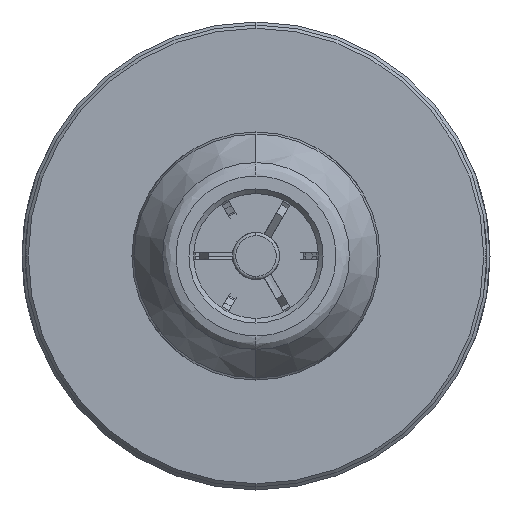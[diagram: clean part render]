
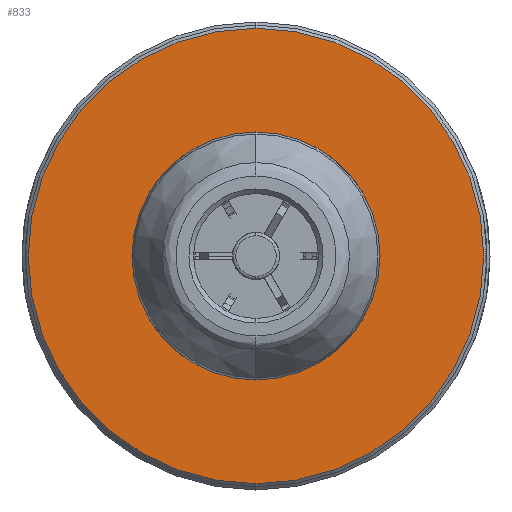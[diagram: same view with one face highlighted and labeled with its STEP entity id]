
A CAD part, left-side view. The second image highlights one B-rep face of the part: STEP entity #833.
In plain terms, the highlighted planar face has unit normal (-1, 0, 0).
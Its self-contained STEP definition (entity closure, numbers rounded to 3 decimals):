
#101 = DIRECTION ( 'NONE',  ( 1., 0., 0. ) ) ;
#108 = EDGE_CURVE ( 'NONE', #13370, #8323, #15722, .T. ) ;
#833 = ADVANCED_FACE ( 'NONE', ( #10706, #7563 ), #14974, .F. ) ;
#1304 = AXIS2_PLACEMENT_3D ( 'NONE', #4514, #13902, #5884 ) ;
#1320 = ORIENTED_EDGE ( 'NONE', *, *, #2587, .F. ) ;
#2587 = EDGE_CURVE ( 'NONE', #11384, #3781, #5630, .T. ) ;
#2970 = CARTESIAN_POINT ( 'NONE',  ( -2.7, 0., 0. ) ) ;
#3296 = CARTESIAN_POINT ( 'NONE',  ( -2.7, 0., 0. ) ) ;
#3781 = VERTEX_POINT ( 'NONE', #5023 ) ;
#4304 = DIRECTION ( 'NONE',  ( 0., 0., -1. ) ) ;
#4476 = CIRCLE ( 'NONE', #14758, 7. ) ;
#4514 = CARTESIAN_POINT ( 'NONE',  ( -2.7, 0., 0. ) ) ;
#4641 = DIRECTION ( 'NONE',  ( 0., 0., 1. ) ) ;
#5023 = CARTESIAN_POINT ( 'NONE',  ( -2.7, 0., 14.6 ) ) ;
#5235 = AXIS2_PLACEMENT_3D ( 'NONE', #2970, #12345, #4304 ) ;
#5366 = ORIENTED_EDGE ( 'NONE', *, *, #108, .F. ) ;
#5410 = ORIENTED_EDGE ( 'NONE', *, *, #9522, .F. ) ;
#5630 = CIRCLE ( 'NONE', #5235, 14.6 ) ;
#5847 = EDGE_CURVE ( 'NONE', #8323, #13370, #4476, .T. ) ;
#5884 = DIRECTION ( 'NONE',  ( 0., 0., 1. ) ) ;
#7277 = CARTESIAN_POINT ( 'NONE',  ( -2.7, 0., -14.6 ) ) ;
#7563 = FACE_OUTER_BOUND ( 'NONE', #16352, .T. ) ;
#8169 = CARTESIAN_POINT ( 'NONE',  ( -2.7, 0., 0. ) ) ;
#8183 = CARTESIAN_POINT ( 'NONE',  ( -2.7, 0., 7. ) ) ;
#8287 = DIRECTION ( 'NONE',  ( 0., 0., -1. ) ) ;
#8323 = VERTEX_POINT ( 'NONE', #14255 ) ;
#8685 = ORIENTED_EDGE ( 'NONE', *, *, #5847, .F. ) ;
#9506 = DIRECTION ( 'NONE',  ( 0., 0., -1. ) ) ;
#9522 = EDGE_CURVE ( 'NONE', #3781, #11384, #10874, .T. ) ;
#10304 = AXIS2_PLACEMENT_3D ( 'NONE', #8169, #101, #9506 ) ;
#10706 = FACE_BOUND ( 'NONE', #11056, .T. ) ;
#10728 = AXIS2_PLACEMENT_3D ( 'NONE', #16220, #16277, #8287 ) ;
#10874 = CIRCLE ( 'NONE', #10304, 14.6 ) ;
#11056 = EDGE_LOOP ( 'NONE', ( #5366, #8685 ) ) ;
#11384 = VERTEX_POINT ( 'NONE', #7277 ) ;
#12345 = DIRECTION ( 'NONE',  ( 1., 0., 0. ) ) ;
#12677 = DIRECTION ( 'NONE',  ( -1., 0., 0. ) ) ;
#13370 = VERTEX_POINT ( 'NONE', #8183 ) ;
#13902 = DIRECTION ( 'NONE',  ( -1., 0., 0. ) ) ;
#14255 = CARTESIAN_POINT ( 'NONE',  ( -2.7, 0., -7. ) ) ;
#14758 = AXIS2_PLACEMENT_3D ( 'NONE', #3296, #12677, #4641 ) ;
#14974 = PLANE ( 'NONE',  #10728 ) ;
#15722 = CIRCLE ( 'NONE', #1304, 7. ) ;
#16220 = CARTESIAN_POINT ( 'NONE',  ( -2.7, 0., 0. ) ) ;
#16277 = DIRECTION ( 'NONE',  ( 1., 0., 0. ) ) ;
#16352 = EDGE_LOOP ( 'NONE', ( #1320, #5410 ) ) ;
